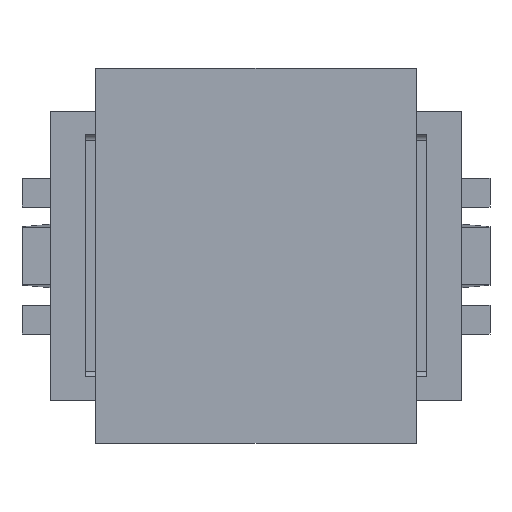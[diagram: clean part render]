
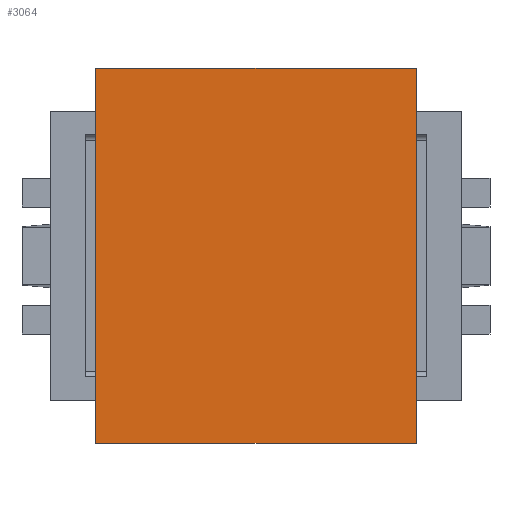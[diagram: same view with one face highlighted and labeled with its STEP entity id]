
A CAD part, top view. The second image highlights one B-rep face of the part: STEP entity #3064.
In plain terms, the highlighted planar face has unit normal (0, 0, 1).
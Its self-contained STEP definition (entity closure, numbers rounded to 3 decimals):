
#879=ORIENTED_EDGE('',*,*,#1326,.T.);
#880=ORIENTED_EDGE('',*,*,#1340,.T.);
#881=ORIENTED_EDGE('',*,*,#1356,.T.);
#882=ORIENTED_EDGE('',*,*,#1358,.T.);
#1326=EDGE_CURVE('',#1632,#1631,#2012,.T.);
#1340=EDGE_CURVE('',#1631,#1641,#2026,.T.);
#1356=EDGE_CURVE('',#1641,#1654,#2042,.T.);
#1358=EDGE_CURVE('',#1654,#1632,#2044,.T.);
#1631=VERTEX_POINT('',#4861);
#1632=VERTEX_POINT('',#4863);
#1641=VERTEX_POINT('',#4886);
#1654=VERTEX_POINT('',#4916);
#2012=LINE('',#4862,#2414);
#2026=LINE('',#4887,#2428);
#2042=LINE('',#4917,#2444);
#2044=LINE('',#4920,#2446);
#2414=VECTOR('',#3993,1000.);
#2428=VECTOR('',#4009,1000.);
#2444=VECTOR('',#4027,1000.);
#2446=VECTOR('',#4031,1000.);
#2607=EDGE_LOOP('',(#879,#880,#881,#882));
#2771=FACE_BOUND('',#2607,.T.);
#2911=PLANE('',#3287);
#3064=ADVANCED_FACE('',(#2771),#2911,.T.);
#3287=AXIS2_PLACEMENT_3D('',#4921,#4032,#4033);
#3993=DIRECTION('',(0.,-1.,0.));
#4009=DIRECTION('',(1.,0.,0.));
#4027=DIRECTION('',(0.,1.,0.));
#4031=DIRECTION('',(-1.,0.,0.));
#4032=DIRECTION('',(0.,0.,1.));
#4033=DIRECTION('',(1.,0.,0.));
#4861=CARTESIAN_POINT('',(-2.775,-3.25,0.55));
#4862=CARTESIAN_POINT('',(-2.775,3.25,0.55));
#4863=CARTESIAN_POINT('',(-2.775,3.25,0.55));
#4886=CARTESIAN_POINT('',(2.775,-3.25,0.55));
#4887=CARTESIAN_POINT('',(-2.775,-3.25,0.55));
#4916=CARTESIAN_POINT('',(2.775,3.25,0.55));
#4917=CARTESIAN_POINT('',(2.775,-3.25,0.55));
#4920=CARTESIAN_POINT('',(2.775,3.25,0.55));
#4921=CARTESIAN_POINT('',(-2.775,-3.25,0.55));
